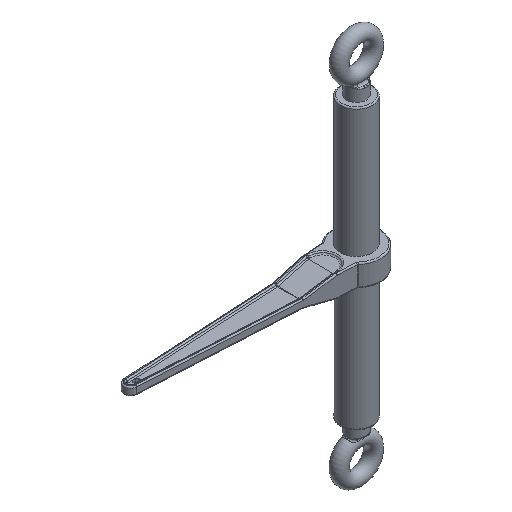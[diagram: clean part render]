
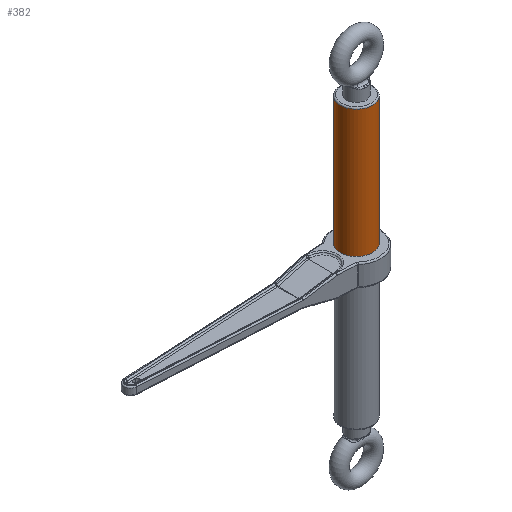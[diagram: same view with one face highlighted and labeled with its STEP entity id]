
A CAD part, isometric view. The second image highlights one B-rep face of the part: STEP entity #382.
In plain terms, the highlighted cylindrical face has radius 25 mm (diameter 50 mm), a full revolution.
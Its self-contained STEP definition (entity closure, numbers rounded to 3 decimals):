
#265=CYLINDRICAL_SURFACE('',#6738,25.);
#382=ADVANCED_FACE('',(#1356,#1357),#265,.T.);
#1199=CIRCLE('',#6650,25.);
#1245=CIRCLE('',#6731,25.);
#1356=FACE_BOUND('',#1441,.T.);
#1357=FACE_BOUND('',#1442,.T.);
#1441=EDGE_LOOP('',(#2740));
#1442=EDGE_LOOP('',(#2741));
#2740=ORIENTED_EDGE('',*,*,#5164,.F.);
#2741=ORIENTED_EDGE('',*,*,#5044,.T.);
#4436=VERTEX_POINT('',#8986);
#4510=VERTEX_POINT('',#9777);
#5044=EDGE_CURVE('',#4436,#4436,#1199,.T.);
#5164=EDGE_CURVE('',#4510,#4510,#1245,.T.);
#6650=AXIS2_PLACEMENT_3D('',#8985,#7108,#7109);
#6731=AXIS2_PLACEMENT_3D('',#9776,#7302,#7303);
#6738=AXIS2_PLACEMENT_3D('',#9785,#7316,#7317);
#7108=DIRECTION('',(0.,0.,1.));
#7109=DIRECTION('',(1.,0.,0.));
#7302=DIRECTION('',(0.,0.,1.));
#7303=DIRECTION('',(-1.,0.,0.));
#7316=DIRECTION('',(0.,0.,-1.));
#7317=DIRECTION('',(1.,0.,0.));
#8985=CARTESIAN_POINT('',(0.,0.,233.));
#8986=CARTESIAN_POINT('',(25.,0.,233.));
#9776=CARTESIAN_POINT('',(0.,0.,430.));
#9777=CARTESIAN_POINT('',(-25.,0.,430.));
#9785=CARTESIAN_POINT('',(0.,0.,432.));
